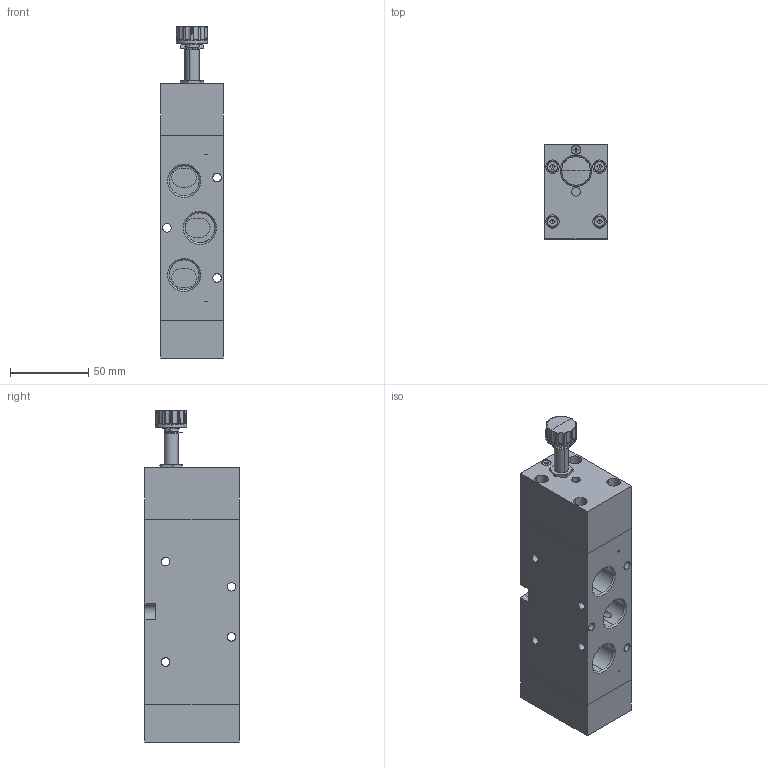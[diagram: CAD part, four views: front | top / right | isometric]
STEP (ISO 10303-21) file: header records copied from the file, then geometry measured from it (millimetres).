
FILE_DESCRIPTION (( 'STEP AP214' ), '1' );
FILE_NAME ('02_009_3.STEP', '2016-02-02T10:35:09', ( '' ), ( '' ), 'SwSTEP 2.0', 'SolidWorks 2016', '' );
FILE_SCHEMA (( 'AUTOMOTIVE_DESIGN' ));
Length unit declared in the file: millimetre
Products named in the file (1): 02_009_3
Bounding box: 40 x 60 x 211.7 mm (x, y, z)
Volume: 383119.4 mm3; surface area: 71952.2 mm2
Topology: 15 solids, 17 shells, 1701 faces, 4361 edges, 2736 vertices
Faces by surface type: cone 749, cylinder 506, plane 360, torus 68, sphere 14, bspline 4
Entity records: 57008 total; most frequent: CARTESIAN_POINT 10392, DIRECTION 9624, ORIENTED_EDGE 8630, EDGE_CURVE 4315, AXIS2_PLACEMENT_3D 3928, VERTEX_POINT 2718, CIRCLE 2230, EDGE_LOOP 1795
